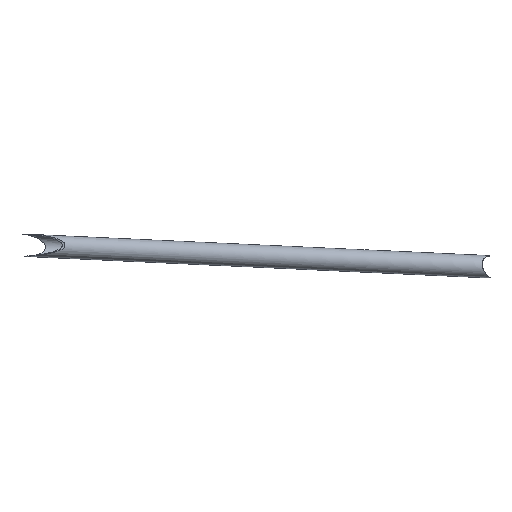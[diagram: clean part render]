
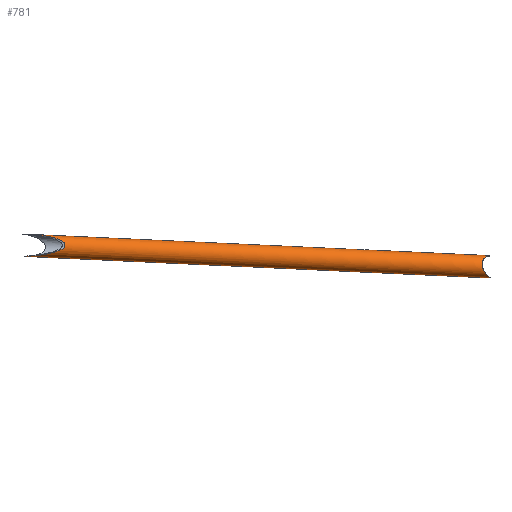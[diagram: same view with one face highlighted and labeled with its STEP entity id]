
A CAD part, top view. The second image highlights one B-rep face of the part: STEP entity #781.
In plain terms, the highlighted cylindrical face has radius 12.5 mm (diameter 25 mm), a partial arc.
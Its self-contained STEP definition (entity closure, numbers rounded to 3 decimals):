
#186=CARTESIAN_POINT('Vertex',(-1925.635,291.842,106.067)) ;
#190=CARTESIAN_POINT('Control Point',(-1926.529,291.89,106.903)) ;
#191=CARTESIAN_POINT('Control Point',(-1926.232,291.872,106.623)) ;
#192=CARTESIAN_POINT('Control Point',(-1925.933,291.856,106.345)) ;
#193=CARTESIAN_POINT('Control Point',(-1925.635,291.842,106.067)) ;
#194=CARTESIAN_POINT('Vertex',(-1926.529,291.89,106.903)) ;
#300=CARTESIAN_POINT('Vertex',(-1922.854,316.741,105.383)) ;
#303=CARTESIAN_POINT('Line Origine',(-1662.191,304.863,-3.189)) ;
#307=CARTESIAN_POINT('Vertex',(-1406.337,293.204,-109.759)) ;
#373=CARTESIAN_POINT('Vertex',(-1405.54,268.142,-110.565)) ;
#376=CARTESIAN_POINT('Line Origine',(-1663.329,279.889,-3.189)) ;
#556=CARTESIAN_POINT('Control Point',(-1406.337,293.204,-109.759)) ;
#557=CARTESIAN_POINT('Control Point',(-1406.748,293.223,-108.608)) ;
#558=CARTESIAN_POINT('Control Point',(-1407.238,293.163,-107.485)) ;
#559=CARTESIAN_POINT('Control Point',(-1407.764,293.043,-106.387)) ;
#560=CARTESIAN_POINT('Control Point',(-1409.239,292.556,-103.482)) ;
#561=CARTESIAN_POINT('Control Point',(-1410.785,291.615,-100.719)) ;
#562=CARTESIAN_POINT('Control Point',(-1411.725,290.834,-99.043)) ;
#563=CARTESIAN_POINT('Control Point',(-1413.162,289.159,-96.433)) ;
#564=CARTESIAN_POINT('Control Point',(-1414.1,286.612,-94.434)) ;
#565=CARTESIAN_POINT('Control Point',(-1414.355,285.491,-93.796)) ;
#566=CARTESIAN_POINT('Control Point',(-1414.474,283.544,-93.176)) ;
#567=CARTESIAN_POINT('Control Point',(-1414.192,281.553,-93.153)) ;
#568=CARTESIAN_POINT('Control Point',(-1414.04,280.843,-93.223)) ;
#569=CARTESIAN_POINT('Control Point',(-1413.568,279.141,-93.56)) ;
#570=CARTESIAN_POINT('Control Point',(-1412.906,277.602,-94.236)) ;
#571=CARTESIAN_POINT('Control Point',(-1412.468,276.75,-94.727)) ;
#572=CARTESIAN_POINT('Control Point',(-1412.006,275.961,-95.282)) ;
#573=CARTESIAN_POINT('Control Point',(-1411.527,275.226,-95.89)) ;
#574=CARTESIAN_POINT('Vertex',(-1411.527,275.226,-95.89)) ;
#685=CARTESIAN_POINT('Control Point',(-1405.54,268.142,-110.565)) ;
#686=CARTESIAN_POINT('Control Point',(-1405.397,268.135,-109.661)) ;
#687=CARTESIAN_POINT('Control Point',(-1405.359,268.213,-108.741)) ;
#688=CARTESIAN_POINT('Control Point',(-1405.44,268.365,-107.83)) ;
#689=CARTESIAN_POINT('Control Point',(-1405.722,268.708,-106.342)) ;
#690=CARTESIAN_POINT('Control Point',(-1406.187,269.17,-104.937)) ;
#691=CARTESIAN_POINT('Control Point',(-1406.4,269.376,-104.377)) ;
#692=CARTESIAN_POINT('Control Point',(-1407.387,270.319,-102.042)) ;
#693=CARTESIAN_POINT('Control Point',(-1408.632,271.525,-99.942)) ;
#694=CARTESIAN_POINT('Control Point',(-1409.608,272.58,-98.448)) ;
#695=CARTESIAN_POINT('Control Point',(-1410.598,273.8,-97.07)) ;
#696=CARTESIAN_POINT('Control Point',(-1411.527,275.226,-95.89)) ;
#706=CARTESIAN_POINT('Axis2P3D Location',(-1662.76,292.376,-3.189)) ;
#712=CARTESIAN_POINT('Control Point',(-1926.529,291.89,106.903)) ;
#713=CARTESIAN_POINT('Control Point',(-1926.319,291.89,107.105)) ;
#714=CARTESIAN_POINT('Control Point',(-1926.089,291.895,107.286)) ;
#715=CARTESIAN_POINT('Control Point',(-1925.841,291.905,107.441)) ;
#716=CARTESIAN_POINT('Control Point',(-1925.257,291.933,107.731)) ;
#717=CARTESIAN_POINT('Control Point',(-1924.628,291.969,107.91)) ;
#718=CARTESIAN_POINT('Control Point',(-1924.274,291.989,107.981)) ;
#719=CARTESIAN_POINT('Control Point',(-1923.373,292.041,108.114)) ;
#720=CARTESIAN_POINT('Control Point',(-1922.461,292.095,108.151)) ;
#721=CARTESIAN_POINT('Control Point',(-1921.911,292.127,108.154)) ;
#722=CARTESIAN_POINT('Control Point',(-1920.334,292.224,108.121)) ;
#723=CARTESIAN_POINT('Control Point',(-1918.76,292.329,108.001)) ;
#724=CARTESIAN_POINT('Control Point',(-1917.74,292.402,107.909)) ;
#725=CARTESIAN_POINT('Control Point',(-1914.607,292.647,107.585)) ;
#726=CARTESIAN_POINT('Control Point',(-1911.489,292.955,107.175)) ;
#727=CARTESIAN_POINT('Control Point',(-1909.391,293.196,106.885)) ;
#728=CARTESIAN_POINT('Control Point',(-1904.88,293.794,106.224)) ;
#729=CARTESIAN_POINT('Control Point',(-1900.408,294.589,105.505)) ;
#730=CARTESIAN_POINT('Control Point',(-1898.05,295.075,105.109)) ;
#731=CARTESIAN_POINT('Control Point',(-1894.278,295.979,104.447)) ;
#732=CARTESIAN_POINT('Control Point',(-1890.597,297.163,103.738)) ;
#733=CARTESIAN_POINT('Control Point',(-1889.255,297.646,103.469)) ;
#734=CARTESIAN_POINT('Control Point',(-1886.932,298.592,102.983)) ;
#735=CARTESIAN_POINT('Control Point',(-1884.743,299.796,102.464)) ;
#736=CARTESIAN_POINT('Control Point',(-1883.863,300.358,102.24)) ;
#737=CARTESIAN_POINT('Control Point',(-1882.652,301.277,101.905)) ;
#738=CARTESIAN_POINT('Control Point',(-1881.716,302.449,101.56)) ;
#739=CARTESIAN_POINT('Control Point',(-1881.471,302.821,101.457)) ;
#740=CARTESIAN_POINT('Control Point',(-1881.13,303.506,101.283)) ;
#741=CARTESIAN_POINT('Control Point',(-1880.975,304.255,101.122)) ;
#742=CARTESIAN_POINT('Control Point',(-1880.95,304.576,101.058)) ;
#743=CARTESIAN_POINT('Control Point',(-1880.984,305.211,100.944)) ;
#744=CARTESIAN_POINT('Control Point',(-1881.168,305.823,100.855)) ;
#745=CARTESIAN_POINT('Control Point',(-1881.292,306.114,100.818)) ;
#746=CARTESIAN_POINT('Control Point',(-1881.736,306.939,100.725)) ;
#747=CARTESIAN_POINT('Control Point',(-1882.365,307.65,100.678)) ;
#748=CARTESIAN_POINT('Control Point',(-1882.827,308.077,100.662)) ;
#749=CARTESIAN_POINT('Control Point',(-1884.132,309.116,100.647)) ;
#750=CARTESIAN_POINT('Control Point',(-1885.586,309.944,100.694)) ;
#751=CARTESIAN_POINT('Control Point',(-1886.509,310.404,100.736)) ;
#752=CARTESIAN_POINT('Control Point',(-1889.101,311.551,100.881)) ;
#753=CARTESIAN_POINT('Control Point',(-1891.793,312.436,101.092)) ;
#754=CARTESIAN_POINT('Control Point',(-1893.489,312.924,101.239)) ;
#755=CARTESIAN_POINT('Control Point',(-1897.021,313.816,101.571)) ;
#756=CARTESIAN_POINT('Control Point',(-1900.591,314.514,101.952)) ;
#757=CARTESIAN_POINT('Control Point',(-1902.412,314.828,102.156)) ;
#758=CARTESIAN_POINT('Control Point',(-1905.447,315.292,102.512)) ;
#759=CARTESIAN_POINT('Control Point',(-1908.491,315.667,102.899)) ;
#760=CARTESIAN_POINT('Control Point',(-1909.701,315.803,103.058)) ;
#761=CARTESIAN_POINT('Control Point',(-1911.858,316.024,103.35)) ;
#762=CARTESIAN_POINT('Control Point',(-1914.016,316.209,103.665)) ;
#763=CARTESIAN_POINT('Control Point',(-1914.962,316.284,103.808)) ;
#764=CARTESIAN_POINT('Control Point',(-1916.448,316.392,104.042)) ;
#765=CARTESIAN_POINT('Control Point',(-1917.932,316.486,104.297)) ;
#766=CARTESIAN_POINT('Control Point',(-1918.471,316.518,104.394)) ;
#767=CARTESIAN_POINT('Control Point',(-1919.678,316.587,104.619)) ;
#768=CARTESIAN_POINT('Control Point',(-1920.881,316.649,104.872)) ;
#769=CARTESIAN_POINT('Control Point',(-1921.539,316.681,105.022)) ;
#770=CARTESIAN_POINT('Control Point',(-1922.201,316.712,105.188)) ;
#771=CARTESIAN_POINT('Control Point',(-1922.854,316.741,105.383)) ;
#304=DIRECTION('Vector Direction',(-0.922,0.042,0.384)) ;
#377=DIRECTION('Vector Direction',(-0.922,0.042,0.384)) ;
#707=DIRECTION('Axis2P3D Direction',(-0.922,0.042,0.384)) ;
#708=DIRECTION('Axis2P3D XDirection',(-0.046,-0.999,0.)) ;
#709=AXIS2_PLACEMENT_3D('Cylinder Axis2P3D',#706,#707,#708) ;
#774=ORIENTED_EDGE('',*,*,#196,.T.) ;
#775=ORIENTED_EDGE('',*,*,#380,.F.) ;
#776=ORIENTED_EDGE('',*,*,#697,.T.) ;
#777=ORIENTED_EDGE('',*,*,#576,.F.) ;
#778=ORIENTED_EDGE('',*,*,#309,.T.) ;
#779=ORIENTED_EDGE('',*,*,#772,.F.) ;
#305=VECTOR('Line Direction',#304,1.) ;
#378=VECTOR('Line Direction',#377,1.) ;
#781=ADVANCED_FACE('Corps principal',(#780),#710,.T.) ;
#189=B_SPLINE_CURVE_WITH_KNOTS('',3,(#190,#191,#192,#193),.UNSPECIFIED.,.F.,.U.,(4,4),(0.239,1.972),.UNSPECIFIED.) ;
#555=B_SPLINE_CURVE_WITH_KNOTS('',5,(#556,#557,#558,#559,#560,#561,#562,#563,#564,#565,#566,#567,#568,#569,#570,#571,#572,#573),.UNSPECIFIED.,.F.,.U.,(6,3,3,3,3,6),(0.,8.637,23.26,32.256,37.363,44.911),.UNSPECIFIED.) ;
#684=B_SPLINE_CURVE_WITH_KNOTS('',5,(#685,#686,#687,#688,#689,#690,#691,#692,#693,#694,#695,#696),.UNSPECIFIED.,.F.,.U.,(6,3,3,6),(0.,6.468,10.94,25.577),.UNSPECIFIED.) ;
#711=B_SPLINE_CURVE_WITH_KNOTS('',5,(#712,#713,#714,#715,#716,#717,#718,#719,#720,#721,#722,#723,#724,#725,#726,#727,#728,#729,#730,#731,#732,#733,#734,#735,#736,#737,#738,#739,#740,#741,#742,#743,#744,#745,#746,#747,#748,#749,#750,#751,#752,#753,#754,#755,#756,#757,#758,#759,#760,#761,#762,#763,#764,#765,#766,#767,#768,#769,#770,#771),.UNSPECIFIED.,.F.,.U.,(6,3,3,3,3,3,3,3,3,3,3,3,3,3,3,3,3,3,3,6),(0.646,2.718,5.249,9.167,16.426,31.504,48.932,59.295,66.955,70.146,72.448,74.68,79.086,86.455,99.137,112.31,120.993,127.785,131.66,136.486),.UNSPECIFIED.) ;
#710=CYLINDRICAL_SURFACE('generated cylinder',#709,12.5) ;
#196=EDGE_CURVE('',#195,#187,#189,.T.) ;
#309=EDGE_CURVE('',#308,#301,#306,.T.) ;
#380=EDGE_CURVE('',#374,#187,#379,.T.) ;
#576=EDGE_CURVE('',#308,#575,#555,.T.) ;
#697=EDGE_CURVE('',#374,#575,#684,.T.) ;
#772=EDGE_CURVE('',#195,#301,#711,.T.) ;
#773=EDGE_LOOP('',(#774,#775,#776,#777,#778,#779)) ;
#780=FACE_OUTER_BOUND('',#773,.T.) ;
#306=LINE('Line',#303,#305) ;
#379=LINE('Line',#376,#378) ;
#187=VERTEX_POINT('',#186) ;
#195=VERTEX_POINT('',#194) ;
#301=VERTEX_POINT('',#300) ;
#308=VERTEX_POINT('',#307) ;
#374=VERTEX_POINT('',#373) ;
#575=VERTEX_POINT('',#574) ;
